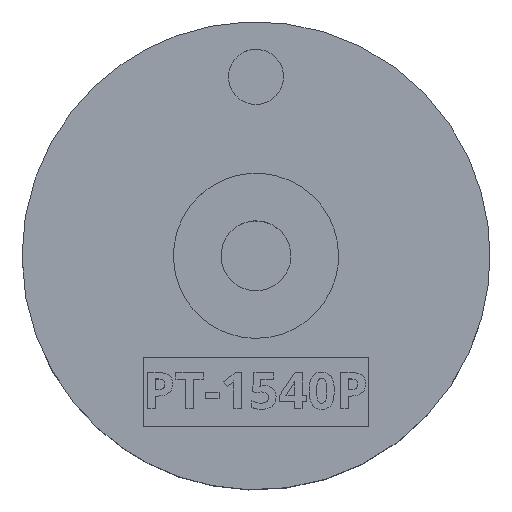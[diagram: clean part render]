
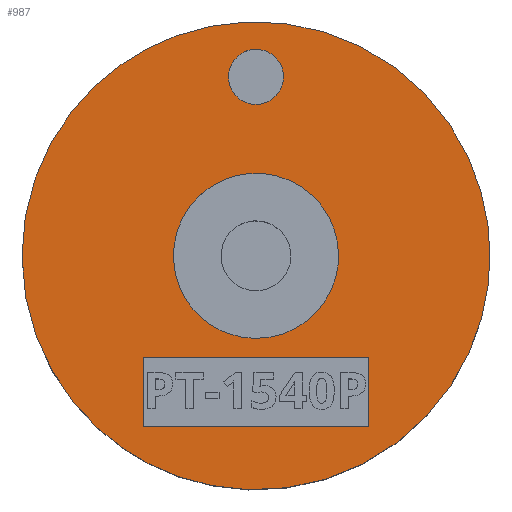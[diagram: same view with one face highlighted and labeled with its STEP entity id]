
A CAD part, top view. The second image highlights one B-rep face of the part: STEP entity #987.
In plain terms, the highlighted free-form (B-spline) face has degree [1, 1] with [2, 2] control points.
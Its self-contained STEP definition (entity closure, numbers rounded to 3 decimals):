
#987 = ADVANCED_FACE('',(#988,#1002,#1016,#1030),#1060,.T.);
#988 = FACE_BOUND('',#989,.T.);
#989 = EDGE_LOOP('',(#990));
#990 = ORIENTED_EDGE('',*,*,#991,.F.);
#991 = EDGE_CURVE('',#992,#992,#994,.T.);
#992 = VERTEX_POINT('',#993);
#993 = CARTESIAN_POINT('',(1.442,9.375,9.375)
  );
#994 = ( BOUNDED_CURVE() B_SPLINE_CURVE(2,(#995,#996,#997,#998,#999,
#1000,#1001),.UNSPECIFIED.,.T.,.F.) B_SPLINE_CURVE_WITH_KNOTS((1,2,2,2,2
    ,1),(-2.094,0.,2.094,4.189,6.283,
8.378),.UNSPECIFIED.) CURVE() GEOMETRIC_REPRESENTATION_ITEM() 
RATIONAL_B_SPLINE_CURVE((1.,0.5,1.,0.5,1.,0.5,1.)) REPRESENTATION_ITEM(
  '') );
#995 = CARTESIAN_POINT('',(1.442,9.375,9.375)
  );
#996 = CARTESIAN_POINT('',(1.442,11.874,9.375
    ));
#997 = CARTESIAN_POINT('',(-0.721,10.624,
    9.375));
#998 = CARTESIAN_POINT('',(-2.885,9.375,9.375
    ));
#999 = CARTESIAN_POINT('',(-0.721,8.126,9.375
    ));
#1000 = CARTESIAN_POINT('',(1.442,6.877,9.375
    ));
#1001 = CARTESIAN_POINT('',(1.442,9.375,9.375
    ));
#1002 = FACE_BOUND('',#1003,.T.);
#1003 = EDGE_LOOP('',(#1004));
#1004 = ORIENTED_EDGE('',*,*,#1005,.F.);
#1005 = EDGE_CURVE('',#1006,#1006,#1008,.T.);
#1006 = VERTEX_POINT('',#1007);
#1007 = CARTESIAN_POINT('',(4.327,0.,
    9.375));
#1008 = ( BOUNDED_CURVE() B_SPLINE_CURVE(2,(#1009,#1010,#1011,#1012,
#1013,#1014,#1015),.UNSPECIFIED.,.T.,.F.) B_SPLINE_CURVE_WITH_KNOTS((1,2
    ,2,2,2,1),(-2.094,0.,2.094,4.189,
6.283,8.378),.UNSPECIFIED.) CURVE() 
GEOMETRIC_REPRESENTATION_ITEM() RATIONAL_B_SPLINE_CURVE((1.,0.5,1.,0.5,
1.,0.5,1.)) REPRESENTATION_ITEM('') );
#1009 = CARTESIAN_POINT('',(4.327,0.,
    9.375));
#1010 = CARTESIAN_POINT('',(4.327,7.495,9.375
    ));
#1011 = CARTESIAN_POINT('',(-2.164,3.747,
    9.375));
#1012 = CARTESIAN_POINT('',(-8.654,0.,
    9.375));
#1013 = CARTESIAN_POINT('',(-2.164,-3.747,
    9.375));
#1014 = CARTESIAN_POINT('',(4.327,-7.495,
    9.375));
#1015 = CARTESIAN_POINT('',(4.327,0.,
    9.375));
#1016 = FACE_BOUND('',#1017,.T.);
#1017 = EDGE_LOOP('',(#1018));
#1018 = ORIENTED_EDGE('',*,*,#1019,.T.);
#1019 = EDGE_CURVE('',#1020,#1020,#1022,.T.);
#1020 = VERTEX_POINT('',#1021);
#1021 = CARTESIAN_POINT('',(12.26,0.,
    9.375));
#1022 = ( BOUNDED_CURVE() B_SPLINE_CURVE(2,(#1023,#1024,#1025,#1026,
#1027,#1028,#1029),.UNSPECIFIED.,.T.,.F.) B_SPLINE_CURVE_WITH_KNOTS((1,2
    ,2,2,2,1),(-2.094,0.,2.094,4.189,
6.283,8.378),.UNSPECIFIED.) CURVE() 
GEOMETRIC_REPRESENTATION_ITEM() RATIONAL_B_SPLINE_CURVE((1.,0.5,1.,0.5,
1.,0.5,1.)) REPRESENTATION_ITEM('') );
#1023 = CARTESIAN_POINT('',(12.26,0.,
    9.375));
#1024 = CARTESIAN_POINT('',(12.26,21.235,
    9.375));
#1025 = CARTESIAN_POINT('',(-6.13,10.618,
    9.375));
#1026 = CARTESIAN_POINT('',(-24.52,0.,
    9.375));
#1027 = CARTESIAN_POINT('',(-6.13,-10.618,
    9.375));
#1028 = CARTESIAN_POINT('',(12.26,-21.235,
    9.375));
#1029 = CARTESIAN_POINT('',(12.26,0.,
    9.375));
#1030 = FACE_BOUND('',#1031,.T.);
#1031 = EDGE_LOOP('',(#1032,#1041,#1048,#1055));
#1032 = ORIENTED_EDGE('',*,*,#1033,.F.);
#1033 = EDGE_CURVE('',#1034,#1036,#1038,.T.);
#1034 = VERTEX_POINT('',#1035);
#1035 = CARTESIAN_POINT('',(5.914,-5.341,9.375)
  );
#1036 = VERTEX_POINT('',#1037);
#1037 = CARTESIAN_POINT('',(-5.914,-5.341,9.375
    ));
#1038 = B_SPLINE_CURVE_WITH_KNOTS('',1,(#1039,#1040),.UNSPECIFIED.,.F.,
  .F.,(2,2),(-4.1,4.1),.PIECEWISE_BEZIER_KNOTS.);
#1039 = CARTESIAN_POINT('',(5.914,-5.341,9.375)
  );
#1040 = CARTESIAN_POINT('',(-5.914,-5.341,9.375
    ));
#1041 = ORIENTED_EDGE('',*,*,#1042,.T.);
#1042 = EDGE_CURVE('',#1034,#1043,#1045,.T.);
#1043 = VERTEX_POINT('',#1044);
#1044 = CARTESIAN_POINT('',(5.914,-8.947,
    9.375));
#1045 = B_SPLINE_CURVE_WITH_KNOTS('',1,(#1046,#1047),.UNSPECIFIED.,.F.,
  .F.,(2,2),(-1.25,1.25),.PIECEWISE_BEZIER_KNOTS.);
#1046 = CARTESIAN_POINT('',(5.914,-5.341,9.375)
  );
#1047 = CARTESIAN_POINT('',(5.914,-8.947,
    9.375));
#1048 = ORIENTED_EDGE('',*,*,#1049,.T.);
#1049 = EDGE_CURVE('',#1043,#1050,#1052,.T.);
#1050 = VERTEX_POINT('',#1051);
#1051 = CARTESIAN_POINT('',(-5.914,-8.947,
    9.375));
#1052 = B_SPLINE_CURVE_WITH_KNOTS('',1,(#1053,#1054),.UNSPECIFIED.,.F.,
  .F.,(2,2),(-4.1,4.1),.PIECEWISE_BEZIER_KNOTS.);
#1053 = CARTESIAN_POINT('',(5.914,-8.947,
    9.375));
#1054 = CARTESIAN_POINT('',(-5.914,-8.947,
    9.375));
#1055 = ORIENTED_EDGE('',*,*,#1056,.F.);
#1056 = EDGE_CURVE('',#1036,#1050,#1057,.T.);
#1057 = B_SPLINE_CURVE_WITH_KNOTS('',1,(#1058,#1059),.UNSPECIFIED.,.F.,
  .F.,(2,2),(-1.25,1.25),.PIECEWISE_BEZIER_KNOTS.);
#1058 = CARTESIAN_POINT('',(-5.914,-5.341,9.375
    ));
#1059 = CARTESIAN_POINT('',(-5.914,-8.947,
    9.375));
#1060 = B_SPLINE_SURFACE_WITH_KNOTS('',1,1,(
    (#1061,#1062)
    ,(#1063,#1064
    )),.UNSPECIFIED.,.F.,.F.,.F.,(2,2),(2,2),(-8.5,8.5),(-8.5,8.5),
  .PIECEWISE_BEZIER_KNOTS.);
#1061 = CARTESIAN_POINT('',(-12.26,-12.26,
    9.375));
#1062 = CARTESIAN_POINT('',(-12.26,12.26,
    9.375));
#1063 = CARTESIAN_POINT('',(12.26,-12.26,
    9.375));
#1064 = CARTESIAN_POINT('',(12.26,12.26,
    9.375));
